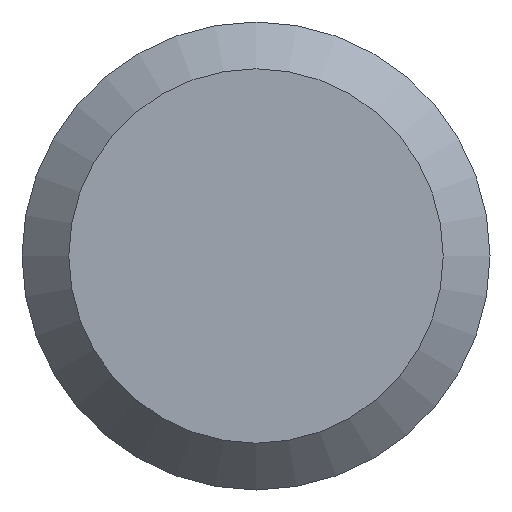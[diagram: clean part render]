
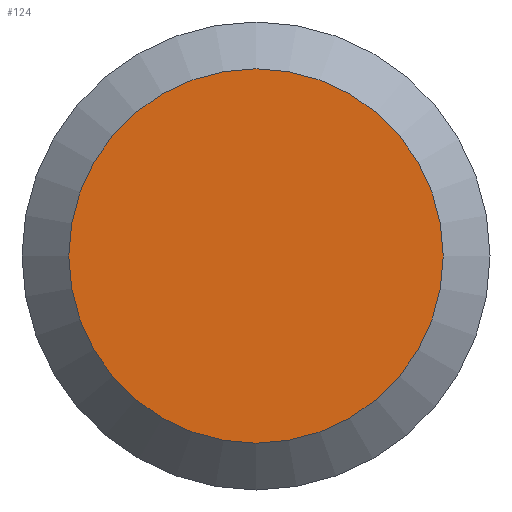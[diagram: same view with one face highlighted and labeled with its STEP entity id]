
A CAD part, left-side view. The second image highlights one B-rep face of the part: STEP entity #124.
In plain terms, the highlighted planar face has unit normal (-1, 0, 0).
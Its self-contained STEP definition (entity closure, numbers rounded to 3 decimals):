
#4 = DIRECTION ( 'NONE',  ( 0., 1., 0. ) ) ;
#15 = DIRECTION ( 'NONE',  ( 0., 1., 0. ) ) ;
#28 = PLANE ( 'NONE',  #88 ) ;
#41 = ORIENTED_EDGE ( 'NONE', *, *, #161, .F. ) ;
#45 = CARTESIAN_POINT ( 'NONE',  ( -57., 2.4, 0. ) ) ;
#63 = DIRECTION ( 'NONE',  ( 1., 0., 0. ) ) ;
#83 = CARTESIAN_POINT ( 'NONE',  ( -57., 0., 0. ) ) ;
#85 = CIRCLE ( 'NONE', #189, 2.4 ) ;
#88 = AXIS2_PLACEMENT_3D ( 'NONE', #92, #117, #15 ) ;
#92 = CARTESIAN_POINT ( 'NONE',  ( -57., 0., 0. ) ) ;
#117 = DIRECTION ( 'NONE',  ( 1., 0., 0. ) ) ;
#123 = VERTEX_POINT ( 'NONE', #45 ) ;
#124 = ADVANCED_FACE ( 'NONE', ( #200 ), #28, .F. ) ;
#161 = EDGE_CURVE ( 'NONE', #123, #123, #85, .T. ) ;
#168 = EDGE_LOOP ( 'NONE', ( #41 ) ) ;
#189 = AXIS2_PLACEMENT_3D ( 'NONE', #83, #63, #4 ) ;
#200 = FACE_OUTER_BOUND ( 'NONE', #168, .T. ) ;
